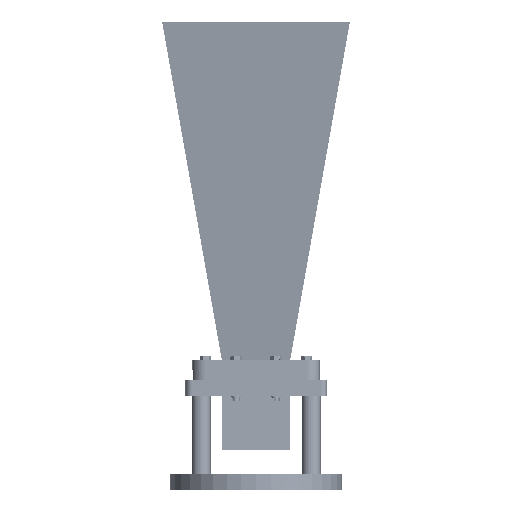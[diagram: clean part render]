
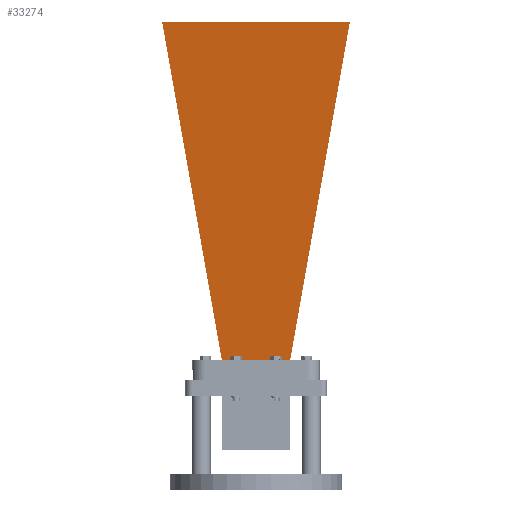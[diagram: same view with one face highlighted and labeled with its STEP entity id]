
A CAD part, top view. The second image highlights one B-rep face of the part: STEP entity #33274.
In plain terms, the highlighted face is planar.
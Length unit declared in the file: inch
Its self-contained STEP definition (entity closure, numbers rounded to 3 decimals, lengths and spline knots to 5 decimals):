
#4541 = VERTEX_POINT ( 'NONE', #65048 ) ;
#6116 = ORIENTED_EDGE ( 'NONE', *, *, #59074, .F. ) ;
#6454 = VECTOR ( 'NONE', #17308, 39.37008 ) ;
#7507 = VERTEX_POINT ( 'NONE', #17561 ) ;
#7973 = CARTESIAN_POINT ( 'NONE',  ( 0., -0.41934, -0.05807 ) ) ;
#8578 = B_SPLINE_CURVE_WITH_KNOTS ( 'NONE', 3,
 ( #54984, #60547, #66151, #37578 ),
 .UNSPECIFIED., .F., .F.,
 ( 4, 4 ),
 ( 0., 1. ),
 .UNSPECIFIED. ) ;
#12689 = LINE ( 'NONE', #24247, #41049 ) ;
#14918 = CARTESIAN_POINT ( 'NONE',  ( 0.857, -0.462, 0.25 ) ) ;
#16591 = VERTEX_POINT ( 'NONE', #36704 ) ;
#17308 = DIRECTION ( 'NONE',  ( -0.172, -0.135, 0.976 ) ) ;
#17561 = CARTESIAN_POINT ( 'NONE',  ( -0.857, -0.462, 0.25 ) ) ;
#19848 = DIRECTION ( 'NONE',  ( 0., 0.137, -0.991 ) ) ;
#20510 = VERTEX_POINT ( 'NONE', #69756 ) ;
#20891 = LINE ( 'NONE', #14918, #24420 ) ;
#20910 = EDGE_LOOP ( 'NONE', ( #72456, #59189, #6116, #51722 ) ) ;
#22523 = LINE ( 'NONE', #62585, #6454 ) ;
#24247 = CARTESIAN_POINT ( 'NONE',  ( -2.352, -1.63375, 8.711 ) ) ;
#24420 = VECTOR ( 'NONE', #30565, 39.37008 ) ;
#30565 = DIRECTION ( 'NONE',  ( 0.172, -0.135, 0.976 ) ) ;
#30994 = DIRECTION ( 'NONE',  ( 0., 0.991, 0.137 ) ) ;
#31513 = EDGE_CURVE ( 'NONE', #4541, #16591, #20891, .T. ) ;
#32400 = EDGE_CURVE ( 'NONE', #20510, #16591, #12689, .T. ) ;
#33274 = ADVANCED_FACE ( 'NONE', ( #36188 ), #42862, .F. ) ;
#36188 = FACE_OUTER_BOUND ( 'NONE', #20910, .T. ) ;
#36704 = CARTESIAN_POINT ( 'NONE',  ( 2.35041, -1.63375, 8.711 ) ) ;
#37578 = CARTESIAN_POINT ( 'NONE',  ( -0.857, -0.462, 0.25 ) ) ;
#41049 = VECTOR ( 'NONE', #46862, 39.37008 ) ;
#41100 = AXIS2_PLACEMENT_3D ( 'NONE', #7973, #30994, #19848 ) ;
#42277 = EDGE_CURVE ( 'NONE', #4541, #7507, #8578, .T. ) ;
#42862 = PLANE ( 'NONE',  #41100 ) ;
#46862 = DIRECTION ( 'NONE',  ( 1., 0., 0. ) ) ;
#51722 = ORIENTED_EDGE ( 'NONE', *, *, #42277, .F. ) ;
#54984 = CARTESIAN_POINT ( 'NONE',  ( 0.857, -0.462, 0.25 ) ) ;
#59074 = EDGE_CURVE ( 'NONE', #7507, #20510, #22523, .T. ) ;
#59189 = ORIENTED_EDGE ( 'NONE', *, *, #32400, .F. ) ;
#60547 = CARTESIAN_POINT ( 'NONE',  ( 0.28567, -0.462, 0.25 ) ) ;
#62585 = CARTESIAN_POINT ( 'NONE',  ( -0.857, -0.462, 0.25 ) ) ;
#65048 = CARTESIAN_POINT ( 'NONE',  ( 0.857, -0.462, 0.25 ) ) ;
#66151 = CARTESIAN_POINT ( 'NONE',  ( -0.28567, -0.462, 0.25 ) ) ;
#69756 = CARTESIAN_POINT ( 'NONE',  ( -2.35041, -1.63375, 8.711 ) ) ;
#72456 = ORIENTED_EDGE ( 'NONE', *, *, #31513, .T. ) ;
